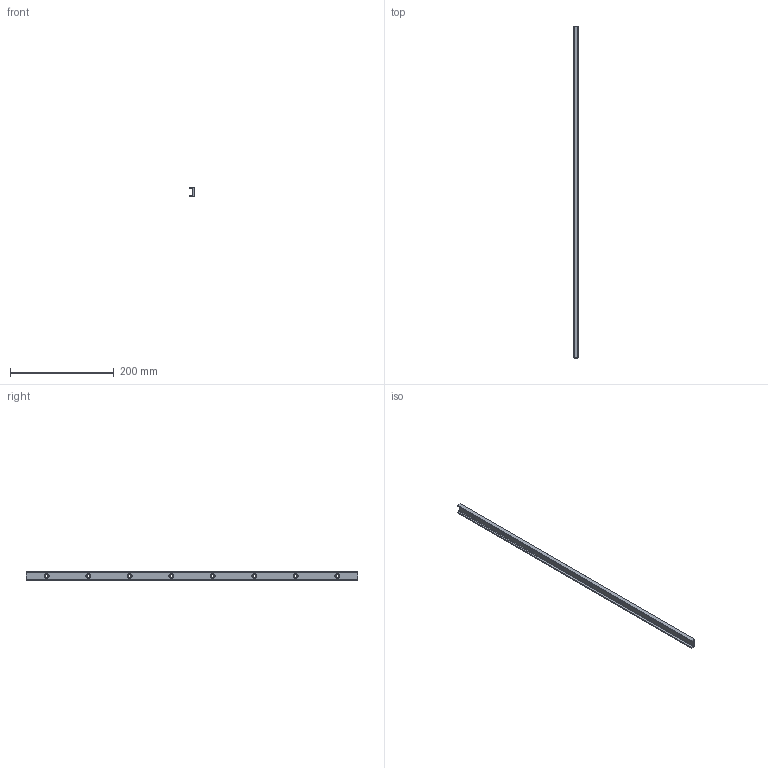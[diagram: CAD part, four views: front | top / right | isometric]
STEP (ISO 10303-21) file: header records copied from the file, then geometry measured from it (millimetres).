
FILE_DESCRIPTION( ( 'Unknown' ), '1' );
FILE_NAME( 'LCU18-0640C.stp', 'Unknown', ( 'Unknown' ), ( 'Unknown' ), 'PSStep 13.0', 'Unknown', ' ' );
FILE_SCHEMA( ( 'AUTOMOTIVE_DESIGN { 1 0 10303 214 1 1 1 1 }' ) );
Length unit declared in the file: millimetre
Products named in the file (1): 1
Bounding box: 8.25 x 640 x 18 mm (x, y, z)
Volume: 45148.7 mm3; surface area: 39941.1 mm2
Topology: 1 solids, 1 shells, 42 faces, 104 edges, 72 vertices
Faces by surface type: cylinder 24, plane 18
Full cylindrical faces by diameter (mm): 5 x8, 9.5 x8
Entity records: 1512 total; most frequent: DIRECTION 214, CARTESIAN_POINT 187, ORIENTED_EDGE 160, AXIS2_PLACEMENT_3D 91, EDGE_LOOP 82, EDGE_CURVE 80, VERTEX_POINT 64, FACE_OUTER_BOUND 58
